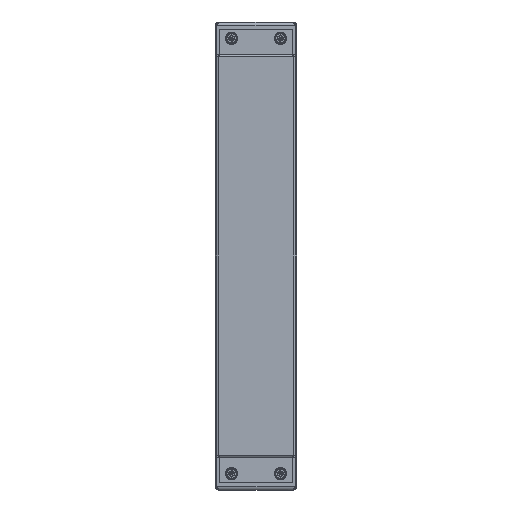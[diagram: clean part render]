
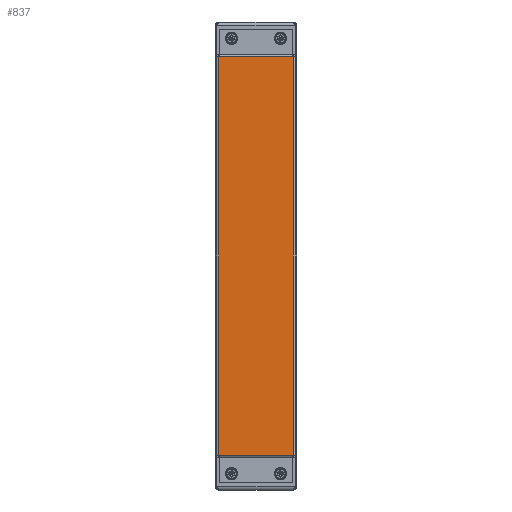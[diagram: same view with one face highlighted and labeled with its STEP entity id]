
A CAD part, left-side view. The second image highlights one B-rep face of the part: STEP entity #837.
In plain terms, the highlighted face is planar.
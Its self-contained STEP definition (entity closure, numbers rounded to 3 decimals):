
#205 = VERTEX_POINT ( 'NONE', #3066 ) ;
#498 = DIRECTION ( 'NONE',  ( -1., 0., 0. ) ) ;
#837 = ADVANCED_FACE ( 'NONE', ( #4131 ), #1052, .F. ) ;
#1045 = CARTESIAN_POINT ( 'NONE',  ( -245., -45.241, 0. ) ) ;
#1046 = ORIENTED_EDGE ( 'NONE', *, *, #1736, .F. ) ;
#1052 = PLANE ( 'NONE',  #5423 ) ;
#1158 = LINE ( 'NONE', #2924, #4430 ) ;
#1176 = CARTESIAN_POINT ( 'NONE',  ( 278.5, 46., 0. ) ) ;
#1251 = LINE ( 'NONE', #5516, #2948 ) ;
#1562 = DIRECTION ( 'NONE',  ( 0., 1., 0. ) ) ;
#1566 = LINE ( 'NONE', #4511, #3245 ) ;
#1595 = CARTESIAN_POINT ( 'NONE',  ( -245., 50., 0. ) ) ;
#1646 = CARTESIAN_POINT ( 'NONE',  ( 245., -50., 0. ) ) ;
#1736 = EDGE_CURVE ( 'NONE', #8588, #4640, #4006, .T. ) ;
#1860 = CARTESIAN_POINT ( 'NONE',  ( -245., -50., 0. ) ) ;
#1928 = ORIENTED_EDGE ( 'NONE', *, *, #8380, .F. ) ;
#2239 = LINE ( 'NONE', #1595, #4815 ) ;
#2434 = ORIENTED_EDGE ( 'NONE', *, *, #4993, .F. ) ;
#2671 = DIRECTION ( 'NONE',  ( 0., -1., 0. ) ) ;
#2748 = VECTOR ( 'NONE', #7437, 1000. ) ;
#2924 = CARTESIAN_POINT ( 'NONE',  ( 245., 50., 0. ) ) ;
#2948 = VECTOR ( 'NONE', #2671, 1000. ) ;
#3066 = CARTESIAN_POINT ( 'NONE',  ( 245., 46., 0. ) ) ;
#3090 = DIRECTION ( 'NONE',  ( 0., -1., 0. ) ) ;
#3192 = EDGE_CURVE ( 'NONE', #8588, #5270, #7958, .T. ) ;
#3245 = VECTOR ( 'NONE', #3090, 1000. ) ;
#3627 = LINE ( 'NONE', #1176, #8927 ) ;
#3674 = VERTEX_POINT ( 'NONE', #5084 ) ;
#3923 = DIRECTION ( 'NONE',  ( -1., 0., 0. ) ) ;
#4006 = LINE ( 'NONE', #1860, #8204 ) ;
#4131 = FACE_OUTER_BOUND ( 'NONE', #4247, .T. ) ;
#4247 = EDGE_LOOP ( 'NONE', ( #1928, #9206, #8225, #2434, #7480, #1046, #5878, #7858 ) ) ;
#4430 = VECTOR ( 'NONE', #4441, 1000. ) ;
#4441 = DIRECTION ( 'NONE',  ( 0., -1., 0. ) ) ;
#4511 = CARTESIAN_POINT ( 'NONE',  ( -245., 50., 0. ) ) ;
#4640 = VERTEX_POINT ( 'NONE', #1045 ) ;
#4749 = CARTESIAN_POINT ( 'NONE',  ( 245., 45.241, 0. ) ) ;
#4815 = VECTOR ( 'NONE', #1562, 1000. ) ;
#4890 = VECTOR ( 'NONE', #8857, 1000. ) ;
#4993 = EDGE_CURVE ( 'NONE', #9016, #7288, #2239, .T. ) ;
#5084 = CARTESIAN_POINT ( 'NONE',  ( 245., -45.241, 0. ) ) ;
#5215 = CARTESIAN_POINT ( 'NONE',  ( 245., -46., 0. ) ) ;
#5231 = EDGE_CURVE ( 'NONE', #9016, #4640, #1566, .T. ) ;
#5270 = VERTEX_POINT ( 'NONE', #5215 ) ;
#5316 = LINE ( 'NONE', #1646, #2748 ) ;
#5325 = DIRECTION ( 'NONE',  ( 0., 0., -1. ) ) ;
#5423 = AXIS2_PLACEMENT_3D ( 'NONE', #8919, #5325, #3923 ) ;
#5502 = CARTESIAN_POINT ( 'NONE',  ( -245., 45.241, 0. ) ) ;
#5516 = CARTESIAN_POINT ( 'NONE',  ( 245., 50., 0. ) ) ;
#5842 = CARTESIAN_POINT ( 'NONE',  ( -278.5, -46., 0. ) ) ;
#5878 = ORIENTED_EDGE ( 'NONE', *, *, #3192, .T. ) ;
#6284 = DIRECTION ( 'NONE',  ( 0., 1., 0. ) ) ;
#6359 = CARTESIAN_POINT ( 'NONE',  ( -245., 46., 0. ) ) ;
#6863 = EDGE_CURVE ( 'NONE', #3674, #5270, #5316, .T. ) ;
#7220 = CARTESIAN_POINT ( 'NONE',  ( -245., -46., 0. ) ) ;
#7288 = VERTEX_POINT ( 'NONE', #6359 ) ;
#7437 = DIRECTION ( 'NONE',  ( 0., -1., 0. ) ) ;
#7480 = ORIENTED_EDGE ( 'NONE', *, *, #5231, .T. ) ;
#7858 = ORIENTED_EDGE ( 'NONE', *, *, #6863, .F. ) ;
#7958 = LINE ( 'NONE', #5842, #4890 ) ;
#8204 = VECTOR ( 'NONE', #6284, 1000. ) ;
#8225 = ORIENTED_EDGE ( 'NONE', *, *, #8361, .T. ) ;
#8327 = VERTEX_POINT ( 'NONE', #4749 ) ;
#8361 = EDGE_CURVE ( 'NONE', #205, #7288, #3627, .T. ) ;
#8380 = EDGE_CURVE ( 'NONE', #8327, #3674, #1251, .T. ) ;
#8588 = VERTEX_POINT ( 'NONE', #7220 ) ;
#8632 = EDGE_CURVE ( 'NONE', #205, #8327, #1158, .T. ) ;
#8857 = DIRECTION ( 'NONE',  ( 1., 0., 0. ) ) ;
#8919 = CARTESIAN_POINT ( 'NONE',  ( 278.5, 50., 0. ) ) ;
#8927 = VECTOR ( 'NONE', #498, 1000. ) ;
#9016 = VERTEX_POINT ( 'NONE', #5502 ) ;
#9206 = ORIENTED_EDGE ( 'NONE', *, *, #8632, .F. ) ;
